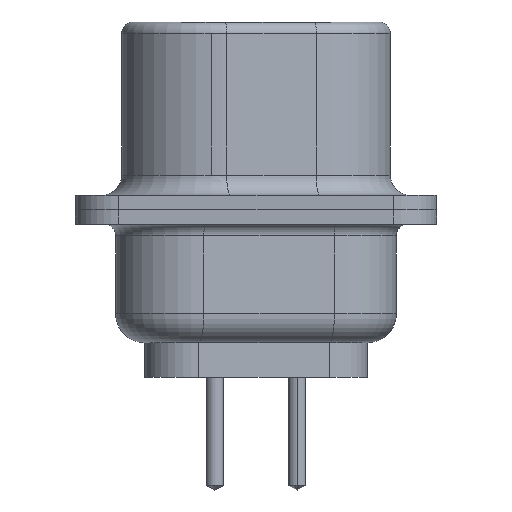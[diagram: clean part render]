
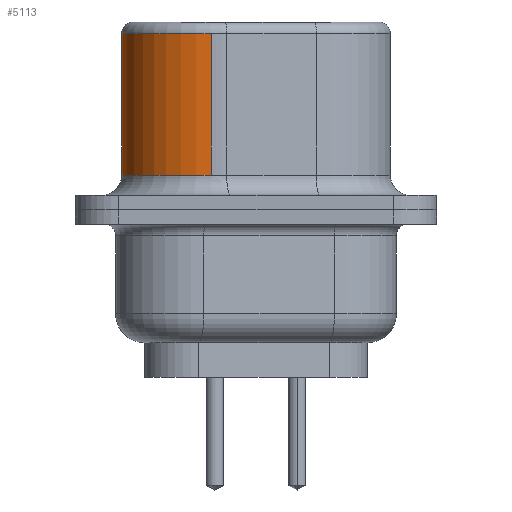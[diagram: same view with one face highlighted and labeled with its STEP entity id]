
A CAD part, left-side view. The second image highlights one B-rep face of the part: STEP entity #5113.
In plain terms, the highlighted cylindrical face has radius 3.1 mm (diameter 6.2 mm), a partial arc.
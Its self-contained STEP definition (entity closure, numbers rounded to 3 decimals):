
#22 = VERTEX_POINT ( 'NONE', #354 ) ;
#81 = EDGE_CURVE ( 'NONE', #22, #6307, #607, .T. ) ;
#354 = CARTESIAN_POINT ( 'NONE',  ( -8.96, 1.55, 6.1 ) ) ;
#522 = CIRCLE ( 'NONE', #523, 3.1 ) ;
#523 = AXIS2_PLACEMENT_3D ( 'NONE', #524, #525, #526 ) ;
#524 = CARTESIAN_POINT ( 'NONE',  ( -5.86, 1.55, 6.1 ) ) ;
#525 = DIRECTION ( 'NONE',  ( 0., 0., -1. ) ) ;
#526 = DIRECTION ( 'NONE',  ( 1., 0., 0. ) ) ;
#607 = LINE ( 'NONE', #608, #609 ) ;
#608 = CARTESIAN_POINT ( 'NONE',  ( -8.96, 1.55, 26.69 ) ) ;
#609 = VECTOR ( 'NONE', #610, 1000. ) ;
#610 = DIRECTION ( 'NONE',  ( 0., 0., -1. ) ) ;
#754 = EDGE_LOOP ( 'NONE', ( #5773, #5831, #6582, #6658 ) ) ;
#2543 = LINE ( 'NONE', #2544, #2545 ) ;
#2544 = CARTESIAN_POINT ( 'NONE',  ( -5.86, 4.65, 26.69 ) ) ;
#2545 = VECTOR ( 'NONE', #2548, 1000. ) ;
#2548 = DIRECTION ( 'NONE',  ( 0., 0., -1. ) ) ;
#2787 = CARTESIAN_POINT ( 'NONE',  ( -5.86, 4.65, 6.1 ) ) ;
#2818 = CARTESIAN_POINT ( 'NONE',  ( -8.96, 1.55, 1.2 ) ) ;
#2984 = CARTESIAN_POINT ( 'NONE',  ( -5.86, 4.65, 1.2 ) ) ;
#4000 = FACE_OUTER_BOUND ( 'NONE', #754, .T. ) ;
#4001 = CYLINDRICAL_SURFACE ( 'NONE', #4002, 3.1 ) ;
#4002 = AXIS2_PLACEMENT_3D ( 'NONE', #4003, #4004, #4005 ) ;
#4003 = CARTESIAN_POINT ( 'NONE',  ( -5.86, 1.55, 26.69 ) ) ;
#4004 = DIRECTION ( 'NONE',  ( 0., 0., -1. ) ) ;
#4005 = DIRECTION ( 'NONE',  ( -1., 0., 0. ) ) ;
#4512 = CIRCLE ( 'NONE', #4513, 3.1 ) ;
#4513 = AXIS2_PLACEMENT_3D ( 'NONE', #4514, #4518, #4519 ) ;
#4514 = CARTESIAN_POINT ( 'NONE',  ( -5.86, 1.55, 1.2 ) ) ;
#4518 = DIRECTION ( 'NONE',  ( 0., 0., 1. ) ) ;
#4519 = DIRECTION ( 'NONE',  ( 1., 0., 0. ) ) ;
#5113 = ADVANCED_FACE ( 'NONE', ( #4000 ), #4001, .T. ) ;
#5773 = ORIENTED_EDGE ( 'NONE', *, *, #81, .F. ) ;
#5831 = ORIENTED_EDGE ( 'NONE', *, *, #5877, .T. ) ;
#5877 = EDGE_CURVE ( 'NONE', #22, #6892, #522, .T. ) ;
#6307 = VERTEX_POINT ( 'NONE', #2818 ) ;
#6582 = ORIENTED_EDGE ( 'NONE', *, *, #6844, .T. ) ;
#6658 = ORIENTED_EDGE ( 'NONE', *, *, #6680, .T. ) ;
#6680 = EDGE_CURVE ( 'NONE', #6929, #6307, #4512, .T. ) ;
#6844 = EDGE_CURVE ( 'NONE', #6892, #6929, #2543, .T. ) ;
#6892 = VERTEX_POINT ( 'NONE', #2787 ) ;
#6929 = VERTEX_POINT ( 'NONE', #2984 ) ;
